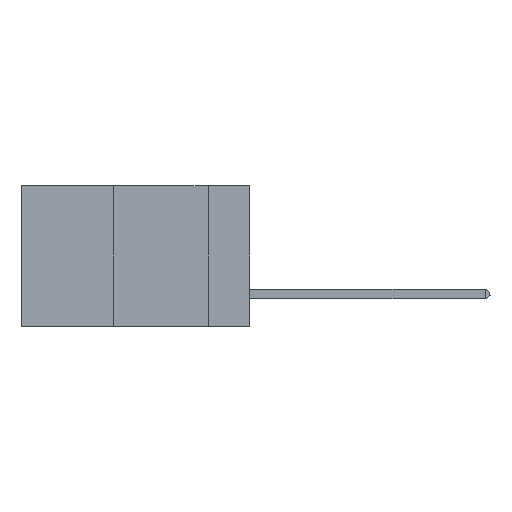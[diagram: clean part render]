
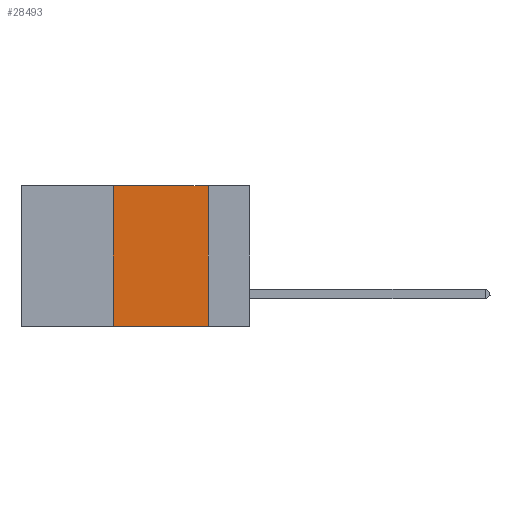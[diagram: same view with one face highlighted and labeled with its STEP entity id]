
A CAD part, left-side view. The second image highlights one B-rep face of the part: STEP entity #28493.
In plain terms, the highlighted planar face has unit normal (-1, 0, 0).
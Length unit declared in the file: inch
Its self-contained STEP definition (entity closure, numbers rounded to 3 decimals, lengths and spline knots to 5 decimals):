
#202 = LINE ( 'NONE', #16643, #37458 ) ;
#354 = DIRECTION ( 'NONE',  ( 0., 0., -1. ) ) ;
#411 = VERTEX_POINT ( 'NONE', #12792 ) ;
#1413 = EDGE_CURVE ( 'NONE', #31740, #411, #202, .T. ) ;
#2790 = DIRECTION ( 'NONE',  ( 0., 0., 1. ) ) ;
#4940 = CARTESIAN_POINT ( 'NONE',  ( 0., 0.6, 0. ) ) ;
#5085 = LINE ( 'NONE', #4940, #22163 ) ;
#8385 = CARTESIAN_POINT ( 'NONE',  ( 0., 0.36, -0.37 ) ) ;
#9092 = VERTEX_POINT ( 'NONE', #17758 ) ;
#11323 = LINE ( 'NONE', #31828, #36807 ) ;
#11645 = DIRECTION ( 'NONE',  ( 0., -1., 0. ) ) ;
#12792 = CARTESIAN_POINT ( 'NONE',  ( 0., 0.36, 0. ) ) ;
#12864 = VERTEX_POINT ( 'NONE', #18925 ) ;
#13153 = ORIENTED_EDGE ( 'NONE', *, *, #1413, .F. ) ;
#14048 = ORIENTED_EDGE ( 'NONE', *, *, #26370, .F. ) ;
#14077 = VECTOR ( 'NONE', #354, 39.37008 ) ;
#15216 = ORIENTED_EDGE ( 'NONE', *, *, #35529, .T. ) ;
#15673 = FACE_OUTER_BOUND ( 'NONE', #33020, .T. ) ;
#16643 = CARTESIAN_POINT ( 'NONE',  ( 0., 0.36, 0. ) ) ;
#17758 = CARTESIAN_POINT ( 'NONE',  ( 0., 0.11, -0.37 ) ) ;
#18925 = CARTESIAN_POINT ( 'NONE',  ( 0., 0.11, 0. ) ) ;
#19126 = PLANE ( 'NONE',  #23667 ) ;
#19705 = DIRECTION ( 'NONE',  ( 0., 0., -1. ) ) ;
#22163 = VECTOR ( 'NONE', #22238, 39.37008 ) ;
#22238 = DIRECTION ( 'NONE',  ( 0., -1., 0. ) ) ;
#23184 = LINE ( 'NONE', #37538, #14077 ) ;
#23667 = AXIS2_PLACEMENT_3D ( 'NONE', #39881, #40027, #19705 ) ;
#25479 = EDGE_CURVE ( 'NONE', #411, #12864, #5085, .T. ) ;
#26370 = EDGE_CURVE ( 'NONE', #12864, #9092, #23184, .T. ) ;
#28493 = ADVANCED_FACE ( 'NONE', ( #15673 ), #19126, .F. ) ;
#31740 = VERTEX_POINT ( 'NONE', #8385 ) ;
#31828 = CARTESIAN_POINT ( 'NONE',  ( 0., 0.6, -0.37 ) ) ;
#33020 = EDGE_LOOP ( 'NONE', ( #14048, #43833, #13153, #15216 ) ) ;
#35529 = EDGE_CURVE ( 'NONE', #31740, #9092, #11323, .T. ) ;
#36807 = VECTOR ( 'NONE', #11645, 39.37008 ) ;
#37458 = VECTOR ( 'NONE', #2790, 39.37008 ) ;
#37538 = CARTESIAN_POINT ( 'NONE',  ( 0., 0.11, 0. ) ) ;
#39881 = CARTESIAN_POINT ( 'NONE',  ( 0., 0.6, 0. ) ) ;
#40027 = DIRECTION ( 'NONE',  ( 1., 0., 0. ) ) ;
#43833 = ORIENTED_EDGE ( 'NONE', *, *, #25479, .F. ) ;
